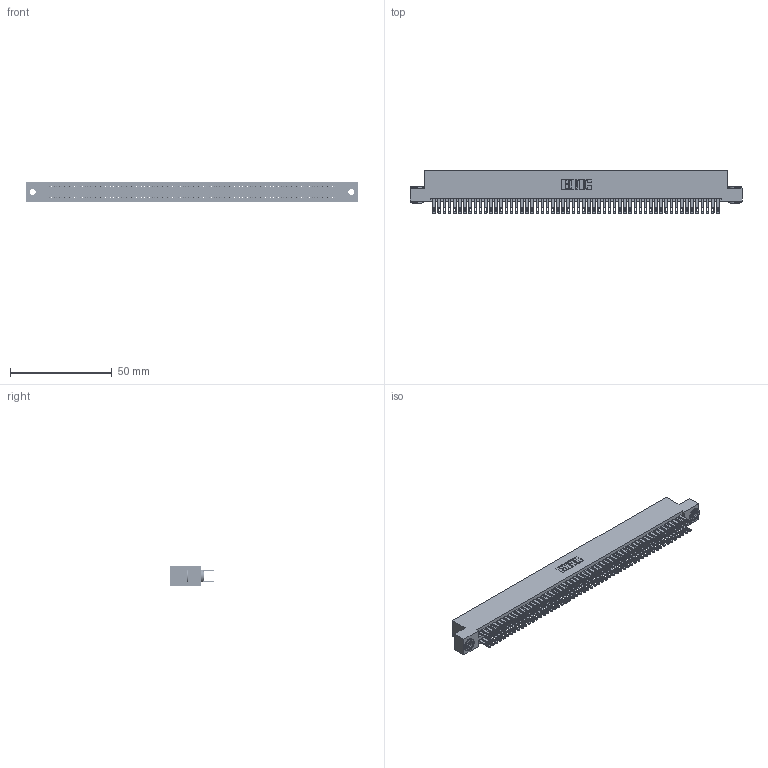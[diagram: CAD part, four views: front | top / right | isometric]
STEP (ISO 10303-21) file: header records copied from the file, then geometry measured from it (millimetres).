
FILE_DESCRIPTION (( 'STEP AP203' ), '1' );
FILE_NAME ('345-112-500-203.STEP', '2018-10-07T13:07:07', ( '' ), ( '' ), 'SwSTEP 2.0', 'SolidWorks 2016', '' );
FILE_SCHEMA (( 'CONFIG_CONTROL_DESIGN' ));
Length unit declared in the file: inch
Products named in the file (4): 345-250-002_345-250-002-102; 345-292-001_345-293-100; 345-112-500-203; 345 Part_Flush Mounting Lugs - 0.156 Dia-TH
Assembly tree (115 placements, depth 2):
  345-112-500-203
    345 Part_Flush Mounting Lugs - 0.156 Dia-TH
    345-292-001_345-293-100  x112
    345-250-002_345-250-002-102  x2
Bounding box: 163.45 x 21.51 x 9.4 mm (x, y, z)
Volume: 16369.2 mm3; surface area: 25814.8 mm2
Topology: 115 solids, 115 shells, 5316 faces, 16209 edges, 10802 vertices
Faces by surface type: plane 3114, cylinder 2194, cone 8
Entity records: 42634 total; most frequent: CARTESIAN_POINT 7107, ORIENTED_EDGE 7034, DIRECTION 6283, EDGE_CURVE 3517, LINE 3133, VECTOR 3133, VERTEX_POINT 2342, AXIS2_PLACEMENT_3D 1575
